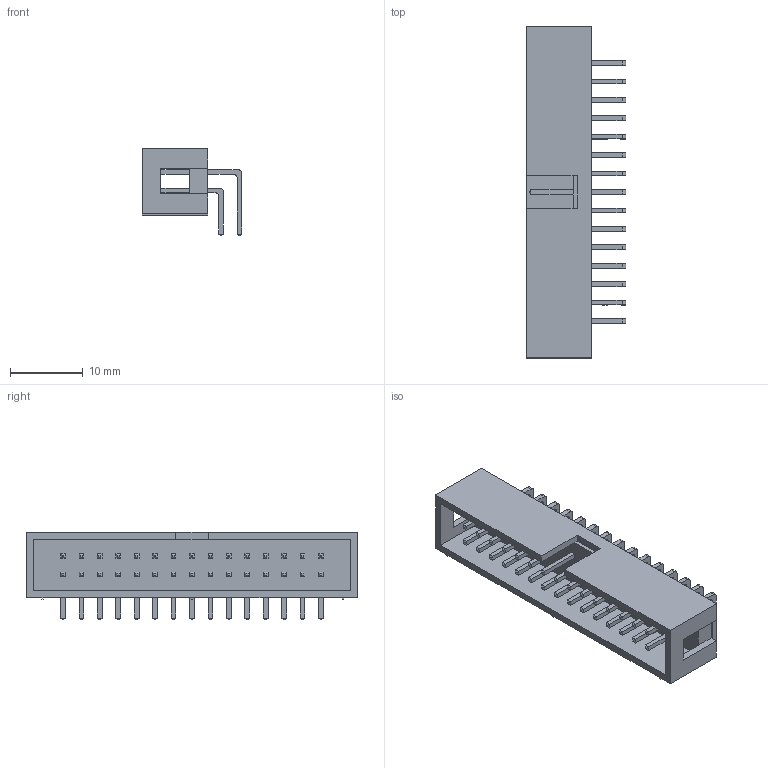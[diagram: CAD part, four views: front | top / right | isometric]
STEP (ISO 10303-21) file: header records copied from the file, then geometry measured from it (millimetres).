
FILE_DESCRIPTION(('FreeCAD Model'),'2;1');
FILE_NAME('Box_Header_Angled_2x15.step', '2019-08-17T23:09:34',('Author'),(''), 'Open CASCADE STEP processor 6.8','FreeCAD','Unknown');
FILE_SCHEMA(('AUTOMOTIVE_DESIGN_CC2 { 1 2 10303 214 -1 1 5 4 }'));
Length unit declared in the file: millimetre
Products named in the file (1): Box_Header_Angled_2x15
Bounding box: 13.7 x 45.72 x 12 mm (x, y, z)
Volume: 1841 mm3; surface area: 3656.9 mm2
Topology: 1 solids, 1 shells, 696 faces, 1668 edges, 1030 vertices
Faces by surface type: plane 636, cylinder 60
Entity records: 24437 total; most frequent: CARTESIAN_POINT 3395, ORIENTED_EDGE 3336, DIRECTION 3182, EDGE_CURVE 1668, LINE 1548, VECTOR 1548, VERTEX_POINT 1030, AXIS2_PLACEMENT_3D 817
